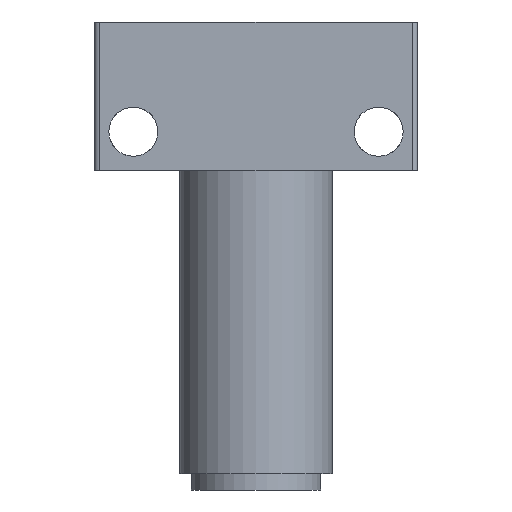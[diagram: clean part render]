
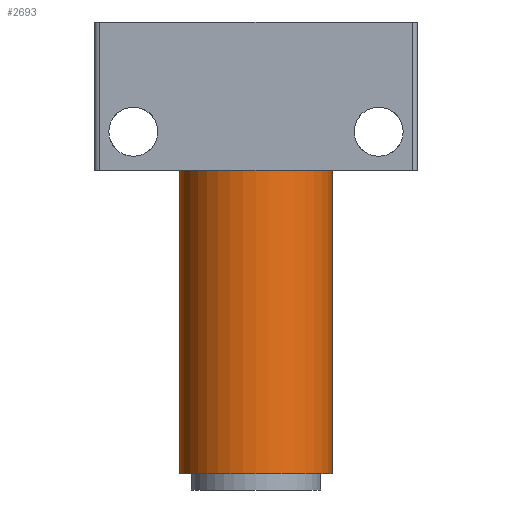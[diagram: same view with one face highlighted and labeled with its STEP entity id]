
A CAD part, front view. The second image highlights one B-rep face of the part: STEP entity #2693.
In plain terms, the highlighted cylindrical face has radius 7.493 mm (diameter 14.986 mm), a partial arc.
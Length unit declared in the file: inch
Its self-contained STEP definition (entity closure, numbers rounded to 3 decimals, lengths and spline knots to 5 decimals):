
#91 = CARTESIAN_POINT ( 'NONE',  ( -0.295, 0., 0. ) ) ;
#107 = ORIENTED_EDGE ( 'NONE', *, *, #1449, .T. ) ;
#148 = DIRECTION ( 'NONE',  ( -1., 0., 0. ) ) ;
#189 = CARTESIAN_POINT ( 'NONE',  ( -0.295, 0., 2.82304 ) ) ;
#191 = DIRECTION ( 'NONE',  ( 0., 0., -1. ) ) ;
#238 = DIRECTION ( 'NONE',  ( -1., 0., 0. ) ) ;
#332 = EDGE_CURVE ( 'NONE', #1242, #1480, #2247, .T. ) ;
#537 = EDGE_LOOP ( 'NONE', ( #867, #1553, #107, #1894 ) ) ;
#756 = CARTESIAN_POINT ( 'NONE',  ( -0.295, 0., -1.175 ) ) ;
#799 = LINE ( 'NONE', #189, #3824 ) ;
#811 = VECTOR ( 'NONE', #1371, 39.37008 ) ;
#847 = CYLINDRICAL_SURFACE ( 'NONE', #1338, 0.295 ) ;
#867 = ORIENTED_EDGE ( 'NONE', *, *, #332, .F. ) ;
#1149 = DIRECTION ( 'NONE',  ( -1., 0., 0. ) ) ;
#1242 = VERTEX_POINT ( 'NONE', #1441 ) ;
#1338 = AXIS2_PLACEMENT_3D ( 'NONE', #2072, #2969, #238 ) ;
#1371 = DIRECTION ( 'NONE',  ( 0., 0., -1. ) ) ;
#1441 = CARTESIAN_POINT ( 'NONE',  ( 0.295, 0., 0. ) ) ;
#1449 = EDGE_CURVE ( 'NONE', #3031, #1920, #799, .T. ) ;
#1480 = VERTEX_POINT ( 'NONE', #3546 ) ;
#1553 = ORIENTED_EDGE ( 'NONE', *, *, #1882, .F. ) ;
#1599 = AXIS2_PLACEMENT_3D ( 'NONE', #2722, #191, #1149 ) ;
#1728 = FACE_OUTER_BOUND ( 'NONE', #537, .T. ) ;
#1791 = AXIS2_PLACEMENT_3D ( 'NONE', #2880, #2540, #148 ) ;
#1882 = EDGE_CURVE ( 'NONE', #3031, #1242, #2746, .T. ) ;
#1894 = ORIENTED_EDGE ( 'NONE', *, *, #3054, .F. ) ;
#1920 = VERTEX_POINT ( 'NONE', #756 ) ;
#2072 = CARTESIAN_POINT ( 'NONE',  ( 0., 0., 2.82304 ) ) ;
#2247 = LINE ( 'NONE', #3210, #811 ) ;
#2540 = DIRECTION ( 'NONE',  ( 0., 0., 1. ) ) ;
#2627 = DIRECTION ( 'NONE',  ( 0., 0., -1. ) ) ;
#2693 = ADVANCED_FACE ( 'NONE', ( #1728 ), #847, .T. ) ;
#2722 = CARTESIAN_POINT ( 'NONE',  ( 0., 0., -1.175 ) ) ;
#2746 = CIRCLE ( 'NONE', #1791, 0.295 ) ;
#2880 = CARTESIAN_POINT ( 'NONE',  ( 0., 0., 0. ) ) ;
#2969 = DIRECTION ( 'NONE',  ( 0., 0., -1. ) ) ;
#3031 = VERTEX_POINT ( 'NONE', #91 ) ;
#3054 = EDGE_CURVE ( 'NONE', #1480, #1920, #3904, .T. ) ;
#3210 = CARTESIAN_POINT ( 'NONE',  ( 0.295, 0., 2.82304 ) ) ;
#3546 = CARTESIAN_POINT ( 'NONE',  ( 0.295, 0., -1.175 ) ) ;
#3824 = VECTOR ( 'NONE', #2627, 39.37008 ) ;
#3904 = CIRCLE ( 'NONE', #1599, 0.295 ) ;
